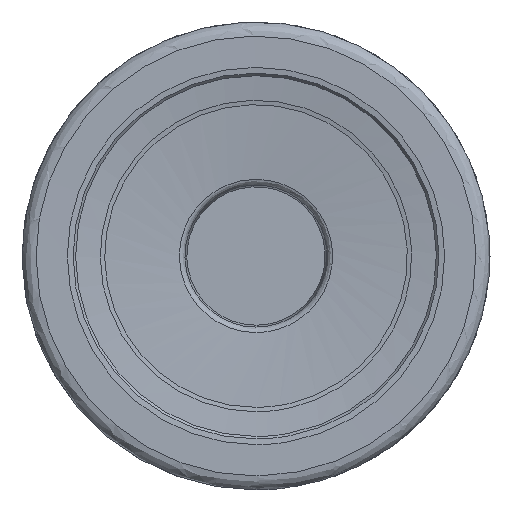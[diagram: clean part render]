
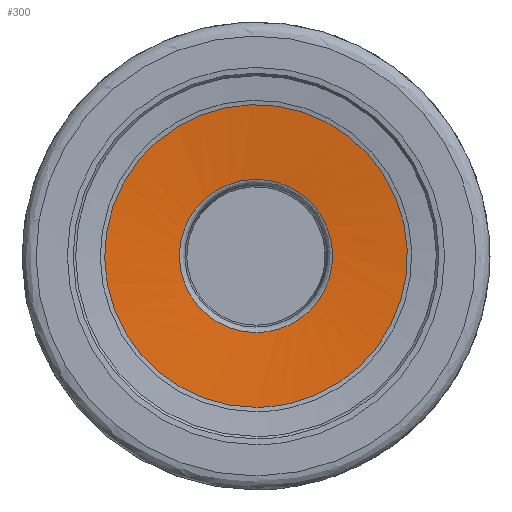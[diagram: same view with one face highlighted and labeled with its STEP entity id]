
A CAD part, left-side view. The second image highlights one B-rep face of the part: STEP entity #300.
In plain terms, the highlighted face is a revolution surface.
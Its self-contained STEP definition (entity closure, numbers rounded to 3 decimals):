
#25=B_SPLINE_CURVE_WITH_KNOTS('',3,(#806,#807,#808,#809),.UNSPECIFIED.,
 .F.,.F.,(4,4),(0.,1.),.UNSPECIFIED.);
#45=SURFACE_OF_REVOLUTION('',#25,#65);
#65=AXIS1_PLACEMENT('',#810,#683);
#263=FACE_BOUND('',#361,.T.);
#264=FACE_BOUND('',#362,.T.);
#300=ADVANCED_FACE('',(#263,#264),#45,.T.);
#361=EDGE_LOOP('',(#423));
#362=EDGE_LOOP('',(#424));
#423=ORIENTED_EDGE('',*,*,#491,.F.);
#424=ORIENTED_EDGE('',*,*,#490,.T.);
#459=VERTEX_POINT('',#798);
#460=VERTEX_POINT('',#805);
#490=EDGE_CURVE('',#459,#459,#521,.T.);
#491=EDGE_CURVE('',#460,#460,#522,.T.);
#521=CIRCLE('',#567,4.092);
#522=CIRCLE('',#568,8.084);
#567=AXIS2_PLACEMENT_3D('',#797,#678,#679);
#568=AXIS2_PLACEMENT_3D('',#804,#681,#682);
#678=DIRECTION('',(1.,0.,0.));
#679=DIRECTION('',(0.,0.,-1.));
#681=DIRECTION('',(1.,0.,0.));
#682=DIRECTION('',(0.,0.,-1.));
#683=DIRECTION('',(1.,0.,0.));
#797=CARTESIAN_POINT('',(0.802,0.,0.));
#798=CARTESIAN_POINT('',(0.802,0.,-4.092));
#804=CARTESIAN_POINT('',(0.452,0.,0.));
#805=CARTESIAN_POINT('',(0.452,0.,-8.084));
#806=CARTESIAN_POINT('',(0.802,-3.68,1.79));
#807=CARTESIAN_POINT('',(0.685,-5.131,1.495));
#808=CARTESIAN_POINT('',(0.568,-6.582,1.199));
#809=CARTESIAN_POINT('',(0.452,-8.033,0.903));
#810=CARTESIAN_POINT('',(50.866,0.,0.));
